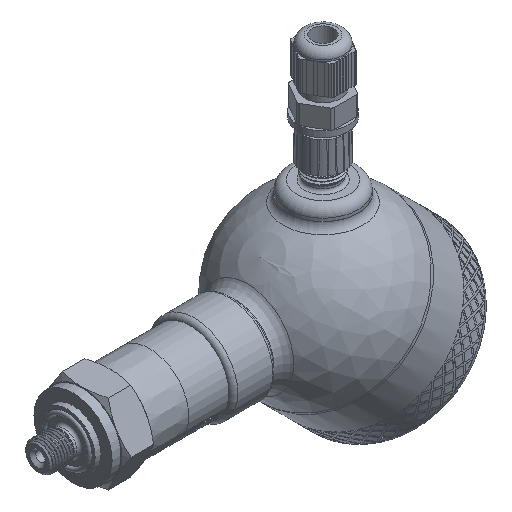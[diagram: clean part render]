
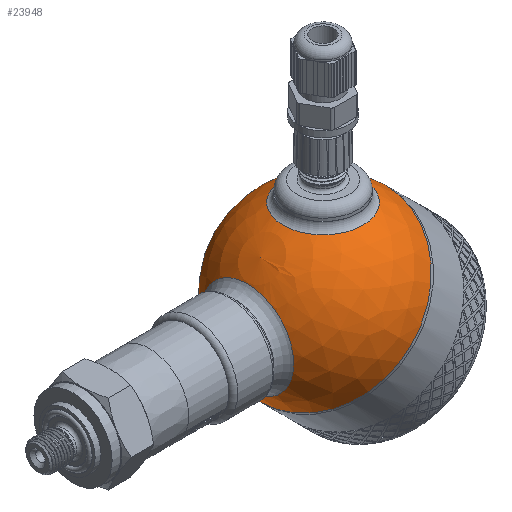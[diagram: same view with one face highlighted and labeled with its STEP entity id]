
A CAD part, isometric view. The second image highlights one B-rep face of the part: STEP entity #23948.
In plain terms, the highlighted spherical face has radius 30 mm.
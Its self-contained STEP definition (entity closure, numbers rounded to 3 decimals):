
#56=SPHERICAL_SURFACE('',#25433,30.);
#1004=FACE_BOUND('',#3423,.T.);
#1005=FACE_BOUND('',#3424,.T.);
#1858=FACE_OUTER_BOUND('',#3422,.T.);
#3422=EDGE_LOOP('',(#17445,#17446,#17447,#17448));
#3423=EDGE_LOOP('',(#17449));
#3424=EDGE_LOOP('',(#17450));
#4862=CIRCLE('',#25356,30.);
#4863=CIRCLE('',#25357,30.);
#4890=CIRCLE('',#25429,13.5);
#4893=CIRCLE('',#25434,30.);
#4894=CIRCLE('',#25435,15.643);
#9424=VERTEX_POINT('',#31623);
#9425=VERTEX_POINT('',#31625);
#9900=VERTEX_POINT('',#37687);
#9902=VERTEX_POINT('',#37694);
#9903=VERTEX_POINT('',#37696);
#12001=EDGE_CURVE('',#9424,#9425,#4862,.T.);
#12002=EDGE_CURVE('',#9425,#9424,#4863,.T.);
#12717=EDGE_CURVE('',#9900,#9900,#4890,.T.);
#12720=EDGE_CURVE('',#9425,#9902,#4893,.T.);
#12721=EDGE_CURVE('',#9903,#9903,#4894,.T.);
#17445=ORIENTED_EDGE('',*,*,#12002,.F.);
#17446=ORIENTED_EDGE('',*,*,#12720,.T.);
#17447=ORIENTED_EDGE('',*,*,#12720,.F.);
#17448=ORIENTED_EDGE('',*,*,#12001,.F.);
#17449=ORIENTED_EDGE('',*,*,#12721,.F.);
#17450=ORIENTED_EDGE('',*,*,#12717,.F.);
#23948=ADVANCED_FACE('',(#1858,#1004,#1005),#56,.T.);
#25356=AXIS2_PLACEMENT_3D('',#31626,#26737,#26738);
#25357=AXIS2_PLACEMENT_3D('',#31627,#26739,#26740);
#25429=AXIS2_PLACEMENT_3D('',#37688,#27135,#27136);
#25433=AXIS2_PLACEMENT_3D('',#37693,#27143,#27144);
#25434=AXIS2_PLACEMENT_3D('',#37695,#27145,#27146);
#25435=AXIS2_PLACEMENT_3D('',#37697,#27147,#27148);
#26737=DIRECTION('center_axis',(1.,0.,0.));
#26738=DIRECTION('ref_axis',(0.,1.,0.));
#26739=DIRECTION('center_axis',(1.,0.,0.));
#26740=DIRECTION('ref_axis',(0.,1.,0.));
#27135=DIRECTION('center_axis',(-0.707,0.,-0.707));
#27136=DIRECTION('ref_axis',(-0.707,0.,0.707));
#27143=DIRECTION('center_axis',(1.,0.,0.));
#27144=DIRECTION('ref_axis',(0.,-1.,0.));
#27145=DIRECTION('center_axis',(0.,0.,1.));
#27146=DIRECTION('ref_axis',(0.,1.,0.));
#27147=DIRECTION('center_axis',(-0.707,0.,0.707));
#27148=DIRECTION('ref_axis',(0.707,0.,0.707));
#31623=CARTESIAN_POINT('',(0.,-30.,0.));
#31625=CARTESIAN_POINT('',(0.,30.,0.));
#31626=CARTESIAN_POINT('Origin',(0.,0.,0.));
#31627=CARTESIAN_POINT('Origin',(0.,0.,0.));
#37687=CARTESIAN_POINT('',(-9.398,0.,-28.49));
#37688=CARTESIAN_POINT('Origin',(-18.944,0.,-18.944));
#37693=CARTESIAN_POINT('Origin',(0.,0.,0.));
#37694=CARTESIAN_POINT('',(-30.,0.,0.));
#37695=CARTESIAN_POINT('Origin',(0.,0.,0.));
#37696=CARTESIAN_POINT('',(-29.162,0.,7.04));
#37697=CARTESIAN_POINT('Origin',(-18.101,0.,18.101));
